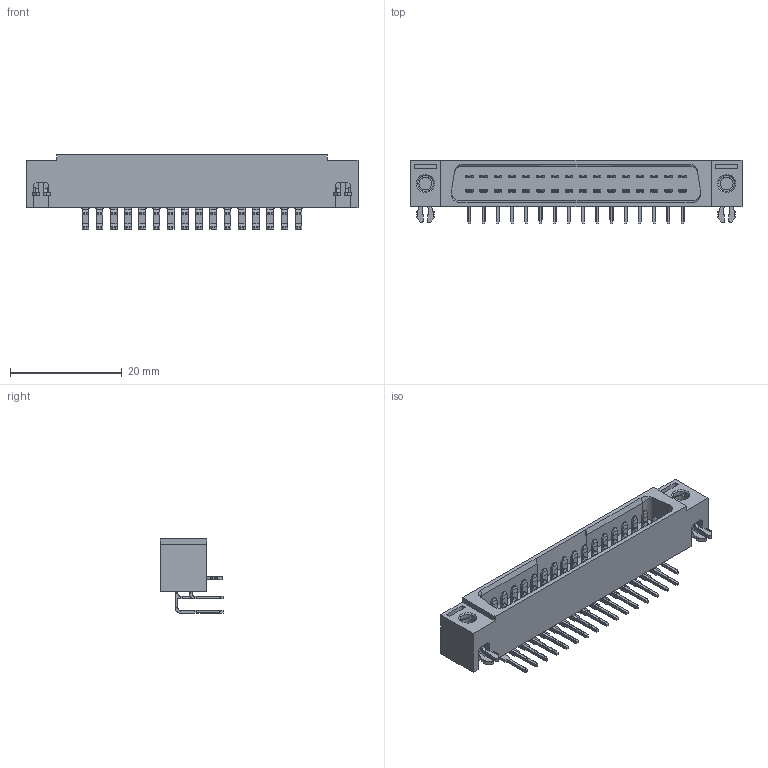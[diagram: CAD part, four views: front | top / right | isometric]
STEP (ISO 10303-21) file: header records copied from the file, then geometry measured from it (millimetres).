
FILE_DESCRIPTION( ('This file contains a STEP AP42 implementation' ,'as created by ZW3D STEP Interface translator.') ,'2;1' );
FILE_NAME( '6340-1XXMRSXMWT01.stp' ,'231019. 818 2', (''), ('ZWCAD Software Co.'), 'Version 1.0', 'ZW3D to STEP translator', '' );
FILE_SCHEMA(('AUTOMOTIVE_DESIGN { 1 0 10303 214 1 1 1 1 }'));
Length unit declared in the file: millimetre
Products named in the file (2): 0; 6340-132MRSXMWT01_1_1
Bounding box: 59.32 x 11.26 x 13.29 mm (x, y, z)
Volume: 2735.1 mm3; surface area: 6204.9 mm2
Topology: 1 solids, 3 shells, 4150 faces, 13790 edges, 8971 vertices
Faces by surface type: plane 2647, cylinder 1203, bspline 292, cone 8
Full cylindrical faces by diameter (mm): 2.3 x2, 2.8 x2, 3.4 x6, 3.75 x2
Entity records: 159340 total; most frequent: CARTESIAN_POINT 34267, ORIENTED_EDGE 27572, DIRECTION 23282, EDGE_CURVE 13786, VECTOR 9970, LINE 9970, VERTEX_POINT 8971, AXIS2_PLACEMENT_3D 6656
